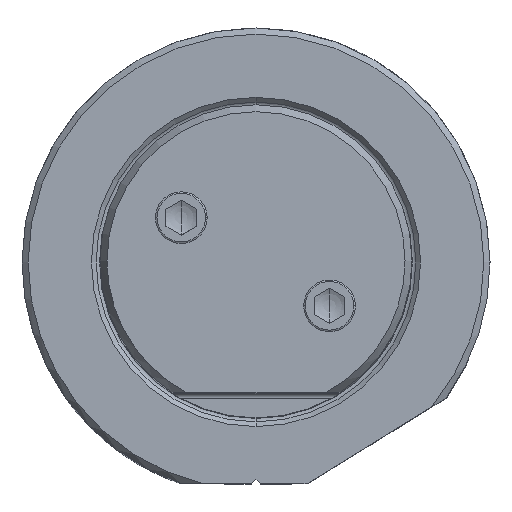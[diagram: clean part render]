
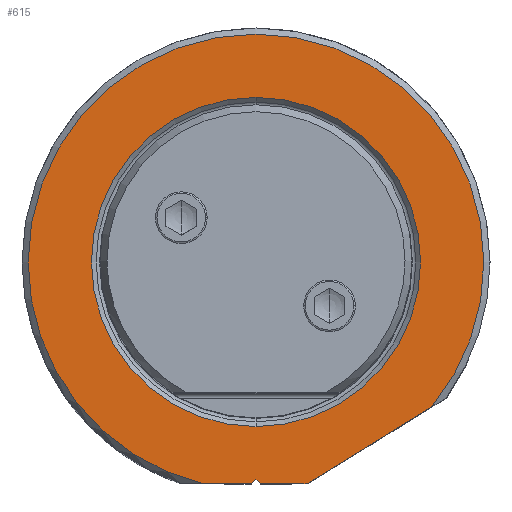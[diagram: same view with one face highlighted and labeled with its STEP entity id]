
A CAD part, top view. The second image highlights one B-rep face of the part: STEP entity #615.
In plain terms, the highlighted planar face has unit normal (0, 0, 1).
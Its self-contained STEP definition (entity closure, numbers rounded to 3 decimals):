
#104=PLANE('',#5634);
#615=ADVANCED_FACE('',(#909,#910),#104,.T.);
#909=FACE_BOUND('',#1034,.T.);
#910=FACE_BOUND('',#1035,.T.);
#1034=EDGE_LOOP('',(#2799,#2800,#2801,#2802,#2803,#2804,#2805,#2806));
#1035=EDGE_LOOP('',(#2807,#2808));
#1318=CIRCLE('',#5629,18.55);
#1319=CIRCLE('',#5630,18.55);
#1320=CIRCLE('',#5631,18.55);
#1321=CIRCLE('',#5632,13.4);
#1322=CIRCLE('',#5633,13.4);
#1649=LINE('',#11600,#1954);
#1651=LINE('',#11604,#1956);
#1653=LINE('',#11608,#1958);
#1655=LINE('',#11612,#1960);
#1657=LINE('',#11621,#1962);
#1954=VECTOR('',#6571,1.);
#1956=VECTOR('',#6575,1.);
#1958=VECTOR('',#6579,1.);
#1960=VECTOR('',#6583,1.);
#1962=VECTOR('',#6587,1.);
#2799=ORIENTED_EDGE('',*,*,#4631,.T.);
#2800=ORIENTED_EDGE('',*,*,#4641,.T.);
#2801=ORIENTED_EDGE('',*,*,#4642,.T.);
#2802=ORIENTED_EDGE('',*,*,#4643,.T.);
#2803=ORIENTED_EDGE('',*,*,#4640,.T.);
#2804=ORIENTED_EDGE('',*,*,#4637,.T.);
#2805=ORIENTED_EDGE('',*,*,#4635,.T.);
#2806=ORIENTED_EDGE('',*,*,#4633,.T.);
#2807=ORIENTED_EDGE('',*,*,#4644,.T.);
#2808=ORIENTED_EDGE('',*,*,#4645,.T.);
#3996=VERTEX_POINT('',#11599);
#3997=VERTEX_POINT('',#11601);
#3998=VERTEX_POINT('',#11605);
#3999=VERTEX_POINT('',#11609);
#4000=VERTEX_POINT('',#11613);
#4001=VERTEX_POINT('',#11620);
#4002=VERTEX_POINT('',#11624);
#4003=VERTEX_POINT('',#11626);
#4004=VERTEX_POINT('',#11629);
#4005=VERTEX_POINT('',#11630);
#4631=EDGE_CURVE('',#3997,#3996,#1649,.T.);
#4633=EDGE_CURVE('',#3998,#3997,#1651,.T.);
#4635=EDGE_CURVE('',#3999,#3998,#1653,.T.);
#4637=EDGE_CURVE('',#4000,#3999,#1655,.T.);
#4640=EDGE_CURVE('',#4001,#4000,#1657,.T.);
#4641=EDGE_CURVE('',#3996,#4002,#1318,.T.);
#4642=EDGE_CURVE('',#4002,#4003,#1319,.T.);
#4643=EDGE_CURVE('',#4003,#4001,#1320,.T.);
#4644=EDGE_CURVE('',#4004,#4005,#1321,.T.);
#4645=EDGE_CURVE('',#4005,#4004,#1322,.T.);
#5629=AXIS2_PLACEMENT_3D('',#11623,#6590,#6591);
#5630=AXIS2_PLACEMENT_3D('',#11625,#6592,#6593);
#5631=AXIS2_PLACEMENT_3D('',#11627,#6594,#6595);
#5632=AXIS2_PLACEMENT_3D('',#11628,#6596,#6597);
#5633=AXIS2_PLACEMENT_3D('',#11631,#6598,#6599);
#5634=AXIS2_PLACEMENT_3D('',#11632,#6600,#6601);
#6571=DIRECTION('',(0.852,0.524,0.));
#6575=DIRECTION('',(1.,0.,0.));
#6579=DIRECTION('',(0.707,-0.707,0.));
#6583=DIRECTION('',(0.707,0.707,0.));
#6587=DIRECTION('',(1.,0.,0.));
#6590=DIRECTION('',(0.,0.,1.));
#6591=DIRECTION('',(0.772,-0.636,0.));
#6592=DIRECTION('',(0.,0.,1.));
#6593=DIRECTION('',(1.,0.,0.));
#6594=DIRECTION('',(0.,0.,1.));
#6595=DIRECTION('',(-1.,0.,0.));
#6596=DIRECTION('',(0.,0.,-1.));
#6597=DIRECTION('',(0.,1.,0.));
#6598=DIRECTION('',(0.,0.,-1.));
#6599=DIRECTION('',(0.,-1.,0.));
#6600=DIRECTION('',(0.,0.,1.));
#6601=DIRECTION('',(0.,1.,0.));
#11599=CARTESIAN_POINT('',(14.315,-11.797,0.));
#11600=CARTESIAN_POINT('',(4.155,-18.05,0.));
#11601=CARTESIAN_POINT('',(4.155,-18.05,0.));
#11604=CARTESIAN_POINT('',(0.354,-18.05,0.));
#11605=CARTESIAN_POINT('',(0.354,-18.05,0.));
#11608=CARTESIAN_POINT('',(0.,-17.696,0.));
#11609=CARTESIAN_POINT('',(0.,-17.696,0.));
#11612=CARTESIAN_POINT('',(-0.354,-18.05,0.));
#11613=CARTESIAN_POINT('',(-0.354,-18.05,0.));
#11620=CARTESIAN_POINT('',(-4.278,-18.05,0.));
#11621=CARTESIAN_POINT('',(-3.222,-18.05,0.));
#11623=CARTESIAN_POINT('',(0.,0.,0.));
#11624=CARTESIAN_POINT('',(18.55,0.,0.));
#11625=CARTESIAN_POINT('',(0.,0.,0.));
#11626=CARTESIAN_POINT('',(-18.55,0.,0.));
#11627=CARTESIAN_POINT('',(0.,0.,0.));
#11628=CARTESIAN_POINT('',(0.,0.,0.));
#11629=CARTESIAN_POINT('',(0.,13.4,0.));
#11630=CARTESIAN_POINT('',(0.,-13.4,0.));
#11631=CARTESIAN_POINT('',(0.,0.,0.));
#11632=CARTESIAN_POINT('',(0.001,0.25,0.));
